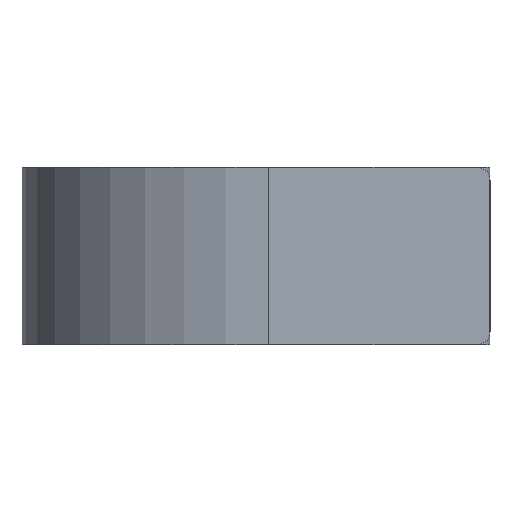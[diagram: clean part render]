
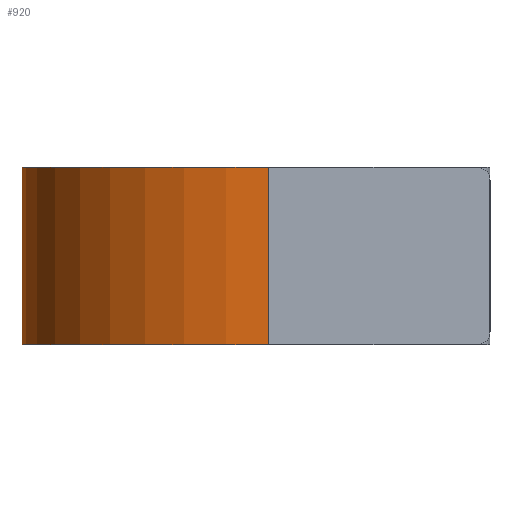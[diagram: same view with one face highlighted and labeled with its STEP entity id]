
A CAD part, left-side view. The second image highlights one B-rep face of the part: STEP entity #920.
In plain terms, the highlighted cylindrical face has radius 19.5 mm (diameter 39 mm), a partial arc.
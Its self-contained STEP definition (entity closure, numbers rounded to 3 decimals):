
#263=CARTESIAN_POINT('',(17.5,17.5,-7.));
#264=DIRECTION('',(0.,0.,-1.));
#265=DIRECTION('',(-1.,0.,0.));
#266=AXIS2_PLACEMENT_3D('',#263,#264,#265);
#268=DIRECTION('',(0.,0.,1.));
#269=VECTOR('',#268,14.);
#270=CARTESIAN_POINT('',(-2.,17.5,-7.));
#271=LINE('',#270,#269);
#272=DIRECTION('',(0.,0.,1.));
#273=VECTOR('',#272,14.);
#274=CARTESIAN_POINT('',(37.,17.5,-7.));
#275=LINE('',#274,#273);
#297=CARTESIAN_POINT('',(17.5,17.5,7.));
#298=DIRECTION('',(0.,0.,-1.));
#299=DIRECTION('',(-1.,0.,0.));
#300=AXIS2_PLACEMENT_3D('',#297,#298,#299);
#398=CARTESIAN_POINT('',(-2.,17.5,-7.));
#399=CARTESIAN_POINT('',(37.,17.5,-7.));
#400=VERTEX_POINT('',#398);
#401=VERTEX_POINT('',#399);
#408=CARTESIAN_POINT('',(-2.,17.5,7.));
#409=CARTESIAN_POINT('',(37.,17.5,7.));
#410=VERTEX_POINT('',#408);
#411=VERTEX_POINT('',#409);
#906=CARTESIAN_POINT('',(17.5,17.5,-7.));
#907=DIRECTION('',(0.,0.,1.));
#908=DIRECTION('',(1.,0.,0.));
#909=AXIS2_PLACEMENT_3D('',#906,#907,#908);
#910=CYLINDRICAL_SURFACE('',#909,19.5);
#911=ORIENTED_EDGE('',*,*,#899,.T.);
#913=ORIENTED_EDGE('',*,*,#912,.T.);
#915=ORIENTED_EDGE('',*,*,#914,.F.);
#917=ORIENTED_EDGE('',*,*,#916,.F.);
#918=EDGE_LOOP('',(#911,#913,#915,#917));
#919=FACE_OUTER_BOUND('',#918,.F.);
#920=ADVANCED_FACE('',(#919),#910,.T.);
#267=CIRCLE('',#266,19.5);
#301=CIRCLE('',#300,19.5);
#899=EDGE_CURVE('',#400,#401,#267,.T.);
#912=EDGE_CURVE('',#401,#411,#275,.T.);
#914=EDGE_CURVE('',#410,#411,#301,.T.);
#916=EDGE_CURVE('',#400,#410,#271,.T.);
